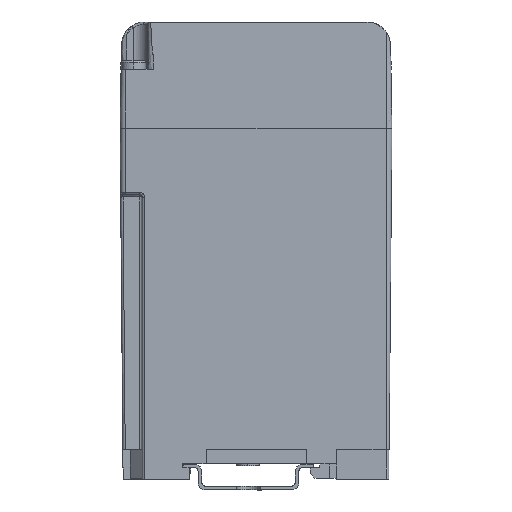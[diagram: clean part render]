
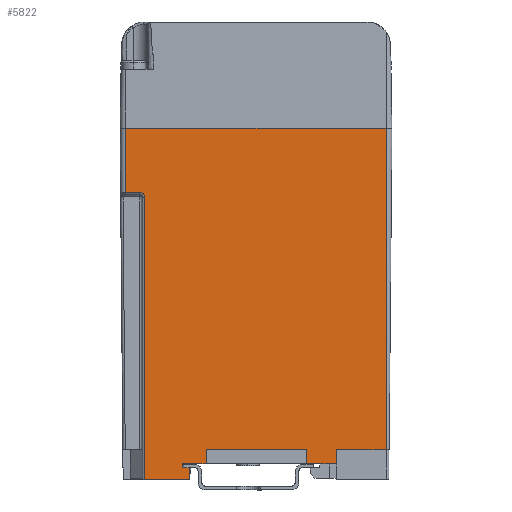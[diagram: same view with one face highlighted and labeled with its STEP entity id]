
A CAD part, left-side view. The second image highlights one B-rep face of the part: STEP entity #5822.
In plain terms, the highlighted planar face has unit normal (-1, 0, -0.009).
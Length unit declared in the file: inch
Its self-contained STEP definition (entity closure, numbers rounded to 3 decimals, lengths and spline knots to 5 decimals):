
#78 = LINE ( 'NONE', #16904, #19842 ) ;
#742 = DIRECTION ( 'NONE',  ( -0.009, 0., 1. ) ) ;
#887 = VECTOR ( 'NONE', #21915, 39.37008 ) ;
#949 = ORIENTED_EDGE ( 'NONE', *, *, #9242, .F. ) ;
#1130 = FACE_OUTER_BOUND ( 'NONE', #13012, .T. ) ;
#1463 = ORIENTED_EDGE ( 'NONE', *, *, #11757, .T. ) ;
#1693 = CARTESIAN_POINT ( 'NONE',  ( -1.24858, 1.19609, -0.67522 ) ) ;
#1938 = VECTOR ( 'NONE', #8057, 39.37008 ) ;
#2000 = CARTESIAN_POINT ( 'NONE',  ( -1.25448, -0.84661, 0. ) ) ;
#2017 = ORIENTED_EDGE ( 'NONE', *, *, #19701, .T. ) ;
#2436 = DIRECTION ( 'NONE',  ( 0.009, 0., -1. ) ) ;
#2583 = CARTESIAN_POINT ( 'NONE',  ( -1.24815, 1.17538, -0.72522 ) ) ;
#2725 = VERTEX_POINT ( 'NONE', #4997 ) ;
#3096 = ORIENTED_EDGE ( 'NONE', *, *, #7273, .T. ) ;
#3311 = EDGE_CURVE ( 'NONE', #14933, #7023, #8595, .T. ) ;
#3343 = VERTEX_POINT ( 'NONE', #5980 ) ;
#3691 = VERTEX_POINT ( 'NONE', #13868 ) ;
#4243 = EDGE_CURVE ( 'NONE', #16642, #3691, #14071, .T. ) ;
#4252 = DIRECTION ( 'NONE',  ( -0.009, 0., 1. ) ) ;
#4424 = VECTOR ( 'NONE', #2436, 39.37008 ) ;
#4783 = EDGE_CURVE ( 'NONE', #15474, #24783, #24668, .T. ) ;
#4905 = CARTESIAN_POINT ( 'NONE',  ( -1.25448, -0.53266, 0. ) ) ;
#4997 = CARTESIAN_POINT ( 'NONE',  ( -1.22323, 0.70119, -3.58 ) ) ;
#5151 = LINE ( 'NONE', #21078, #19203 ) ;
#5382 = VECTOR ( 'NONE', #23002, 39.37008 ) ;
#5536 = CARTESIAN_POINT ( 'NONE',  ( -1.24858, 1.37349, -0.67522 ) ) ;
#5623 = CARTESIAN_POINT ( 'NONE',  ( -1.22358, 0.52619, -3.54 ) ) ;
#5774 = DIRECTION ( 'NONE',  ( -0.009, 0., 1. ) ) ;
#5822 = ADVANCED_FACE ( 'NONE', ( #1130 ), #12111, .T. ) ;
#5980 = CARTESIAN_POINT ( 'NONE',  ( -1.22489, 0.52619, -3.39 ) ) ;
#5990 = CARTESIAN_POINT ( 'NONE',  ( -1.22219, 1.37347, -3.7 ) ) ;
#6203 = EDGE_CURVE ( 'NONE', #24314, #22447, #22363, .T. ) ;
#6284 = DIRECTION ( 'NONE',  ( -1., 0., -0.009 ) ) ;
#6933 = ORIENTED_EDGE ( 'NONE', *, *, #12147, .T. ) ;
#7023 = VERTEX_POINT ( 'NONE', #17942 ) ;
#7048 = LINE ( 'NONE', #12975, #11518 ) ;
#7206 = EDGE_CURVE ( 'NONE', #11401, #24649, #78, .T. ) ;
#7273 = EDGE_CURVE ( 'NONE', #11401, #11188, #5151, .T. ) ;
#7600 = DIRECTION ( 'NONE',  ( 0., -1., 0. ) ) ;
#8057 = DIRECTION ( 'NONE',  ( 0., -1., 0. ) ) ;
#8176 = CARTESIAN_POINT ( 'NONE',  ( -1.22489, -0.84661, -3.39 ) ) ;
#8413 = ORIENTED_EDGE ( 'NONE', *, *, #4783, .F. ) ;
#8501 = VECTOR ( 'NONE', #24140, 39.37008 ) ;
#8595 = LINE ( 'NONE', #2000, #22748 ) ;
#8638 =( BOUNDED_CURVE ( )  B_SPLINE_CURVE ( 3, ( #18807, #20768, #1693, #15015 ),
 .UNSPECIFIED., .F., .F. ) 
 B_SPLINE_CURVE_WITH_KNOTS ( ( 4, 4 ),
 ( 4.71239, 6.28319 ),
 .UNSPECIFIED. ) 
 CURVE ( )  GEOMETRIC_REPRESENTATION_ITEM ( )  RATIONAL_B_SPLINE_CURVE ( ( 1., 0.805, 0.805, 1. ) ) 
 REPRESENTATION_ITEM ( '' )  );
#9119 = CARTESIAN_POINT ( 'NONE',  ( -1.25448, 1.37349, 0. ) ) ;
#9242 = EDGE_CURVE ( 'NONE', #24649, #2725, #12873, .T. ) ;
#9395 = CARTESIAN_POINT ( 'NONE',  ( -1.24858, 1.22538, -0.67522 ) ) ;
#9588 = CARTESIAN_POINT ( 'NONE',  ( -1.25448, 1.37349, 0. ) ) ;
#9736 = VECTOR ( 'NONE', #5774, 39.37008 ) ;
#9785 = ORIENTED_EDGE ( 'NONE', *, *, #23800, .F. ) ;
#10085 = LINE ( 'NONE', #11901, #4424 ) ;
#10286 = VERTEX_POINT ( 'NONE', #17810 ) ;
#10469 = LINE ( 'NONE', #17143, #5382 ) ;
#10633 = AXIS2_PLACEMENT_3D ( 'NONE', #21745, #6284, #742 ) ;
#10845 = VERTEX_POINT ( 'NONE', #2583 ) ;
#11188 = VERTEX_POINT ( 'NONE', #5623 ) ;
#11271 = CARTESIAN_POINT ( 'NONE',  ( -1.22358, -0.53266, -3.54 ) ) ;
#11338 = EDGE_CURVE ( 'NONE', #21744, #7023, #16665, .T. ) ;
#11401 = VERTEX_POINT ( 'NONE', #15834 ) ;
#11518 = VECTOR ( 'NONE', #22618, 39.37008 ) ;
#11757 = EDGE_CURVE ( 'NONE', #11188, #3343, #14839, .T. ) ;
#11901 = CARTESIAN_POINT ( 'NONE',  ( -1.25448, 0.70119, 0. ) ) ;
#12111 = PLANE ( 'NONE',  #10633 ) ;
#12147 = EDGE_CURVE ( 'NONE', #10845, #16642, #13581, .T. ) ;
#12247 = ORIENTED_EDGE ( 'NONE', *, *, #11338, .T. ) ;
#12280 = LINE ( 'NONE', #4905, #21352 ) ;
#12282 = VECTOR ( 'NONE', #20687, 39.37008 ) ;
#12646 = CARTESIAN_POINT ( 'NONE',  ( -1.22219, 1.17538, -3.7 ) ) ;
#12653 = VERTEX_POINT ( 'NONE', #20823 ) ;
#12873 = LINE ( 'NONE', #24533, #12282 ) ;
#12975 = CARTESIAN_POINT ( 'NONE',  ( -1.22489, 1.37349, -3.39 ) ) ;
#13012 = EDGE_LOOP ( 'NONE', ( #9785, #23334, #19164, #6933, #21593, #19785, #949, #15894, #3096, #1463, #2017, #19873, #12247, #15162, #18132, #20111, #8413 ) ) ;
#13404 = DIRECTION ( 'NONE',  ( 0.009, 0., -1. ) ) ;
#13581 = LINE ( 'NONE', #14469, #8501 ) ;
#13868 = CARTESIAN_POINT ( 'NONE',  ( -1.22219, 0.70119, -3.7 ) ) ;
#14071 = LINE ( 'NONE', #5990, #19198 ) ;
#14134 = VECTOR ( 'NONE', #16825, 39.37008 ) ;
#14353 = VECTOR ( 'NONE', #21130, 39.37008 ) ;
#14469 = CARTESIAN_POINT ( 'NONE',  ( -1.25448, 1.17538, 0. ) ) ;
#14839 = LINE ( 'NONE', #17222, #9736 ) ;
#14933 = VERTEX_POINT ( 'NONE', #8176 ) ;
#15015 = CARTESIAN_POINT ( 'NONE',  ( -1.24858, 1.22538, -0.67522 ) ) ;
#15162 = ORIENTED_EDGE ( 'NONE', *, *, #3311, .F. ) ;
#15474 = VERTEX_POINT ( 'NONE', #9119 ) ;
#15834 = CARTESIAN_POINT ( 'NONE',  ( -1.22358, 0.77516, -3.54 ) ) ;
#15894 = ORIENTED_EDGE ( 'NONE', *, *, #7206, .F. ) ;
#16055 = CARTESIAN_POINT ( 'NONE',  ( -1.22358, 1.37349, -3.54 ) ) ;
#16371 = CARTESIAN_POINT ( 'NONE',  ( -1.25448, -1.37347, 0. ) ) ;
#16642 = VERTEX_POINT ( 'NONE', #12646 ) ;
#16665 = LINE ( 'NONE', #16055, #887 ) ;
#16825 = DIRECTION ( 'NONE',  ( -0.009, 0., 1. ) ) ;
#16904 = CARTESIAN_POINT ( 'NONE',  ( -1.25448, 0.77516, 0. ) ) ;
#17143 = CARTESIAN_POINT ( 'NONE',  ( -1.22489, 1.37349, -3.39 ) ) ;
#17222 = CARTESIAN_POINT ( 'NONE',  ( -1.25448, 0.52619, 0. ) ) ;
#17623 = CARTESIAN_POINT ( 'NONE',  ( -1.25448, -1.37347, 0. ) ) ;
#17638 = CARTESIAN_POINT ( 'NONE',  ( -1.24858, 1.37349, -0.67522 ) ) ;
#17810 = CARTESIAN_POINT ( 'NONE',  ( -1.22489, -0.53266, -3.39 ) ) ;
#17942 = CARTESIAN_POINT ( 'NONE',  ( -1.22358, -0.84661, -3.54 ) ) ;
#17978 = CARTESIAN_POINT ( 'NONE',  ( -1.22323, 0.77516, -3.58 ) ) ;
#18132 = ORIENTED_EDGE ( 'NONE', *, *, #18728, .T. ) ;
#18707 = CARTESIAN_POINT ( 'NONE',  ( -1.25448, 1.37349, 0. ) ) ;
#18728 = EDGE_CURVE ( 'NONE', #14933, #12653, #10469, .T. ) ;
#18807 = CARTESIAN_POINT ( 'NONE',  ( -1.24815, 1.17538, -0.72522 ) ) ;
#19092 = VECTOR ( 'NONE', #4252, 39.37008 ) ;
#19164 = ORIENTED_EDGE ( 'NONE', *, *, #22352, .F. ) ;
#19198 = VECTOR ( 'NONE', #21465, 39.37008 ) ;
#19203 = VECTOR ( 'NONE', #7600, 39.37008 ) ;
#19374 = EDGE_CURVE ( 'NONE', #12653, #24783, #24295, .T. ) ;
#19378 = EDGE_CURVE ( 'NONE', #2725, #3691, #10085, .T. ) ;
#19701 = EDGE_CURVE ( 'NONE', #3343, #10286, #7048, .T. ) ;
#19785 = ORIENTED_EDGE ( 'NONE', *, *, #19378, .F. ) ;
#19842 = VECTOR ( 'NONE', #24829, 39.37008 ) ;
#19873 = ORIENTED_EDGE ( 'NONE', *, *, #24144, .T. ) ;
#20111 = ORIENTED_EDGE ( 'NONE', *, *, #19374, .T. ) ;
#20331 = DIRECTION ( 'NONE',  ( 0.009, 0., -1. ) ) ;
#20687 = DIRECTION ( 'NONE',  ( 0., -1., 0. ) ) ;
#20768 = CARTESIAN_POINT ( 'NONE',  ( -1.2484, 1.17538, -0.69593 ) ) ;
#20823 = CARTESIAN_POINT ( 'NONE',  ( -1.22489, -1.37347, -3.39 ) ) ;
#21078 = CARTESIAN_POINT ( 'NONE',  ( -1.22358, 1.37349, -3.54 ) ) ;
#21130 = DIRECTION ( 'NONE',  ( 0., -1., 0. ) ) ;
#21352 = VECTOR ( 'NONE', #20331, 39.37008 ) ;
#21465 = DIRECTION ( 'NONE',  ( 0., -1., 0. ) ) ;
#21593 = ORIENTED_EDGE ( 'NONE', *, *, #4243, .T. ) ;
#21744 = VERTEX_POINT ( 'NONE', #11271 ) ;
#21745 = CARTESIAN_POINT ( 'NONE',  ( -1.25448, 1.37349, 0. ) ) ;
#21915 = DIRECTION ( 'NONE',  ( 0., -1., 0. ) ) ;
#22352 = EDGE_CURVE ( 'NONE', #10845, #22447, #8638, .T. ) ;
#22363 = LINE ( 'NONE', #17638, #1938 ) ;
#22447 = VERTEX_POINT ( 'NONE', #9395 ) ;
#22618 = DIRECTION ( 'NONE',  ( 0., -1., 0. ) ) ;
#22748 = VECTOR ( 'NONE', #13404, 39.37008 ) ;
#23002 = DIRECTION ( 'NONE',  ( 0., -1., 0. ) ) ;
#23334 = ORIENTED_EDGE ( 'NONE', *, *, #6203, .T. ) ;
#23800 = EDGE_CURVE ( 'NONE', #24314, #15474, #24460, .T. ) ;
#24140 = DIRECTION ( 'NONE',  ( 0.009, 0., -1. ) ) ;
#24144 = EDGE_CURVE ( 'NONE', #10286, #21744, #12280, .T. ) ;
#24295 = LINE ( 'NONE', #17623, #19092 ) ;
#24314 = VERTEX_POINT ( 'NONE', #5536 ) ;
#24460 = LINE ( 'NONE', #18707, #14134 ) ;
#24533 = CARTESIAN_POINT ( 'NONE',  ( -1.22323, 1.37349, -3.58 ) ) ;
#24649 = VERTEX_POINT ( 'NONE', #17978 ) ;
#24668 = LINE ( 'NONE', #9588, #14353 ) ;
#24783 = VERTEX_POINT ( 'NONE', #16371 ) ;
#24829 = DIRECTION ( 'NONE',  ( 0.009, 0., -1. ) ) ;
